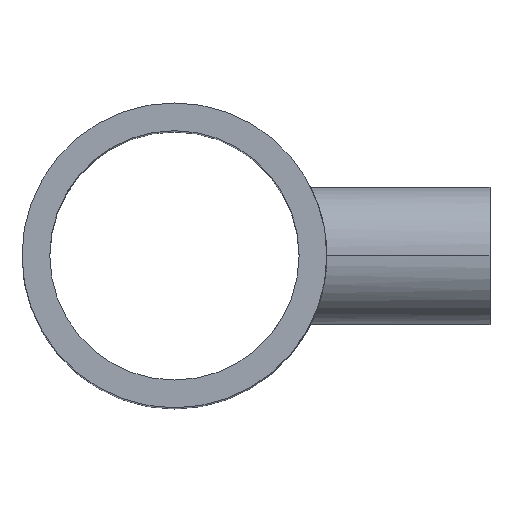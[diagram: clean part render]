
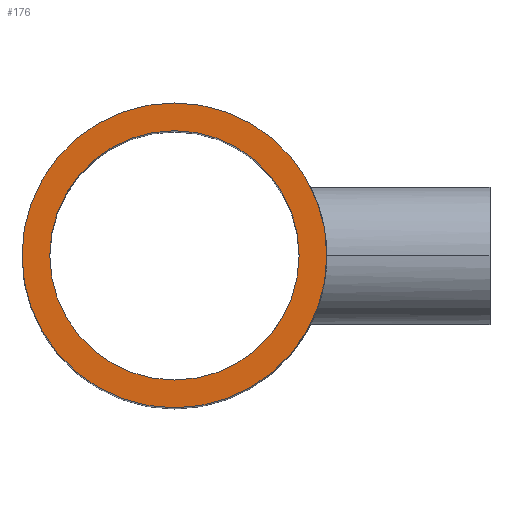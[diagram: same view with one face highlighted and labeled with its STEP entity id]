
A CAD part, top view. The second image highlights one B-rep face of the part: STEP entity #176.
In plain terms, the highlighted planar face has unit normal (0, 0, 1).
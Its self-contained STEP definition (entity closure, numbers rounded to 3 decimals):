
#2 = ORIENTED_EDGE ( 'NONE', *, *, #264, .T. ) ;
#10 = PLANE ( 'NONE',  #100 ) ;
#15 = DIRECTION ( 'NONE',  ( 0., 0., 1. ) ) ;
#26 = CIRCLE ( 'NONE', #647, 100. ) ;
#35 = DIRECTION ( 'NONE',  ( 1., 0., 0. ) ) ;
#42 = CARTESIAN_POINT ( 'NONE',  ( 0., 0., 240.5 ) ) ;
#49 = DIRECTION ( 'NONE',  ( 0., 0., 1. ) ) ;
#52 = EDGE_LOOP ( 'NONE', ( #515, #430 ) ) ;
#59 = EDGE_CURVE ( 'NONE', #162, #402, #192, .T. ) ;
#74 = CIRCLE ( 'NONE', #464, 81.8 ) ;
#93 = DIRECTION ( 'NONE',  ( 1., 0., 0. ) ) ;
#100 = AXIS2_PLACEMENT_3D ( 'NONE', #155, #473, #267 ) ;
#102 = CARTESIAN_POINT ( 'NONE',  ( -81.8, 0., 240.5 ) ) ;
#134 = CARTESIAN_POINT ( 'NONE',  ( 100., 0., 240.5 ) ) ;
#138 = VERTEX_POINT ( 'NONE', #425 ) ;
#144 = CARTESIAN_POINT ( 'NONE',  ( 0., 0., 240.5 ) ) ;
#155 = CARTESIAN_POINT ( 'NONE',  ( 0., 0., 240.5 ) ) ;
#162 = VERTEX_POINT ( 'NONE', #102 ) ;
#167 = CARTESIAN_POINT ( 'NONE',  ( 81.8, 0., 240.5 ) ) ;
#170 = CIRCLE ( 'NONE', #381, 100. ) ;
#176 = ADVANCED_FACE ( 'NONE', ( #584, #530 ), #10, .T. ) ;
#192 = CIRCLE ( 'NONE', #419, 81.8 ) ;
#201 = ORIENTED_EDGE ( 'NONE', *, *, #276, .T. ) ;
#203 = DIRECTION ( 'NONE',  ( 1., 0., 0. ) ) ;
#264 = EDGE_CURVE ( 'NONE', #138, #457, #26, .T. ) ;
#267 = DIRECTION ( 'NONE',  ( 1., 0., 0. ) ) ;
#276 = EDGE_CURVE ( 'NONE', #457, #138, #170, .T. ) ;
#381 = AXIS2_PLACEMENT_3D ( 'NONE', #144, #49, #466 ) ;
#402 = VERTEX_POINT ( 'NONE', #167 ) ;
#418 = EDGE_LOOP ( 'NONE', ( #2, #201 ) ) ;
#419 = AXIS2_PLACEMENT_3D ( 'NONE', #484, #15, #203 ) ;
#425 = CARTESIAN_POINT ( 'NONE',  ( -100., 0., 240.5 ) ) ;
#430 = ORIENTED_EDGE ( 'NONE', *, *, #576, .F. ) ;
#457 = VERTEX_POINT ( 'NONE', #134 ) ;
#464 = AXIS2_PLACEMENT_3D ( 'NONE', #42, #571, #93 ) ;
#466 = DIRECTION ( 'NONE',  ( 1., 0., 0. ) ) ;
#473 = DIRECTION ( 'NONE',  ( 0., 0., 1. ) ) ;
#484 = CARTESIAN_POINT ( 'NONE',  ( 0., 0., 240.5 ) ) ;
#515 = ORIENTED_EDGE ( 'NONE', *, *, #59, .F. ) ;
#530 = FACE_BOUND ( 'NONE', #52, .T. ) ;
#570 = CARTESIAN_POINT ( 'NONE',  ( 0., 0., 240.5 ) ) ;
#571 = DIRECTION ( 'NONE',  ( 0., 0., 1. ) ) ;
#576 = EDGE_CURVE ( 'NONE', #402, #162, #74, .T. ) ;
#584 = FACE_OUTER_BOUND ( 'NONE', #418, .T. ) ;
#614 = DIRECTION ( 'NONE',  ( 0., 0., 1. ) ) ;
#647 = AXIS2_PLACEMENT_3D ( 'NONE', #570, #614, #35 ) ;
